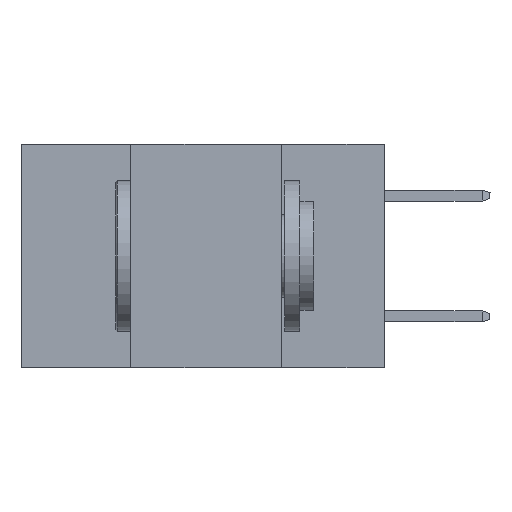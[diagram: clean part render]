
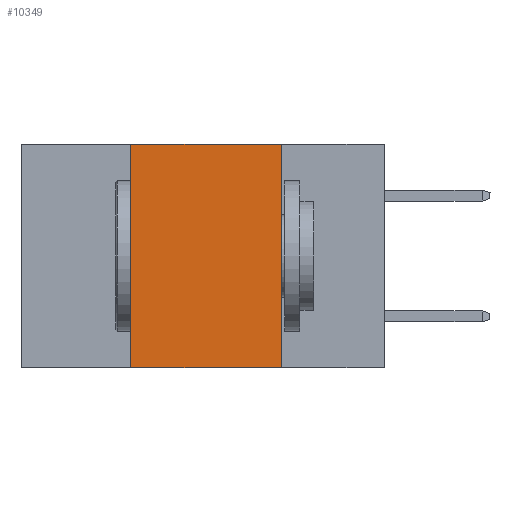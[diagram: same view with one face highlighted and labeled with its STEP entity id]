
A CAD part, left-side view. The second image highlights one B-rep face of the part: STEP entity #10349.
In plain terms, the highlighted planar face has unit normal (-1, 0, 0).
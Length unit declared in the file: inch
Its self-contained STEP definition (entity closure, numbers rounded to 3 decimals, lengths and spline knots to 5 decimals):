
#1380 = VERTEX_POINT ( 'NONE', #23244 ) ;
#2567 = EDGE_CURVE ( 'NONE', #24802, #1380, #18853, .T. ) ;
#3882 = VECTOR ( 'NONE', #14266, 39.37008 ) ;
#6846 = EDGE_CURVE ( 'NONE', #8790, #14372, #12246, .T. ) ;
#7330 = CARTESIAN_POINT ( 'NONE',  ( 0., 0.42, 0. ) ) ;
#8790 = VERTEX_POINT ( 'NONE', #18164 ) ;
#8961 = DIRECTION ( 'NONE',  ( 0., -1., 0. ) ) ;
#9307 = EDGE_LOOP ( 'NONE', ( #17942, #15903, #19119, #21448 ) ) ;
#9371 = DIRECTION ( 'NONE',  ( 0., 0., -1. ) ) ;
#10349 = ADVANCED_FACE ( 'NONE', ( #14445 ), #20940, .F. ) ;
#10399 = DIRECTION ( 'NONE',  ( 1., 0., 0. ) ) ;
#10768 = EDGE_CURVE ( 'NONE', #8790, #24802, #15063, .T. ) ;
#12246 = LINE ( 'NONE', #17966, #22798 ) ;
#13666 = CARTESIAN_POINT ( 'NONE',  ( 0., 0.17, -0.37 ) ) ;
#13883 = DIRECTION ( 'NONE',  ( 0., 0., 1. ) ) ;
#14180 = CARTESIAN_POINT ( 'NONE',  ( 0., 0.6, 0. ) ) ;
#14266 = DIRECTION ( 'NONE',  ( 0., -1., 0. ) ) ;
#14372 = VERTEX_POINT ( 'NONE', #21843 ) ;
#14445 = FACE_OUTER_BOUND ( 'NONE', #9307, .T. ) ;
#15063 = LINE ( 'NONE', #26418, #20672 ) ;
#15903 = ORIENTED_EDGE ( 'NONE', *, *, #2567, .F. ) ;
#16421 = EDGE_CURVE ( 'NONE', #1380, #14372, #21481, .T. ) ;
#17942 = ORIENTED_EDGE ( 'NONE', *, *, #16421, .F. ) ;
#17966 = CARTESIAN_POINT ( 'NONE',  ( 0., 0.6, -0.37 ) ) ;
#18164 = CARTESIAN_POINT ( 'NONE',  ( 0., 0.42, -0.37 ) ) ;
#18853 = LINE ( 'NONE', #14180, #3882 ) ;
#19119 = ORIENTED_EDGE ( 'NONE', *, *, #10768, .F. ) ;
#19942 = AXIS2_PLACEMENT_3D ( 'NONE', #23013, #10399, #25105 ) ;
#20672 = VECTOR ( 'NONE', #13883, 39.37008 ) ;
#20940 = PLANE ( 'NONE',  #19942 ) ;
#21448 = ORIENTED_EDGE ( 'NONE', *, *, #6846, .T. ) ;
#21481 = LINE ( 'NONE', #13666, #26351 ) ;
#21843 = CARTESIAN_POINT ( 'NONE',  ( 0., 0.17, -0.37 ) ) ;
#22798 = VECTOR ( 'NONE', #8961, 39.37008 ) ;
#23013 = CARTESIAN_POINT ( 'NONE',  ( 0., 0.6, 0. ) ) ;
#23244 = CARTESIAN_POINT ( 'NONE',  ( 0., 0.17, 0. ) ) ;
#24802 = VERTEX_POINT ( 'NONE', #7330 ) ;
#25105 = DIRECTION ( 'NONE',  ( 0., 0., -1. ) ) ;
#26351 = VECTOR ( 'NONE', #9371, 39.37008 ) ;
#26418 = CARTESIAN_POINT ( 'NONE',  ( 0., 0.42, -0.37 ) ) ;
